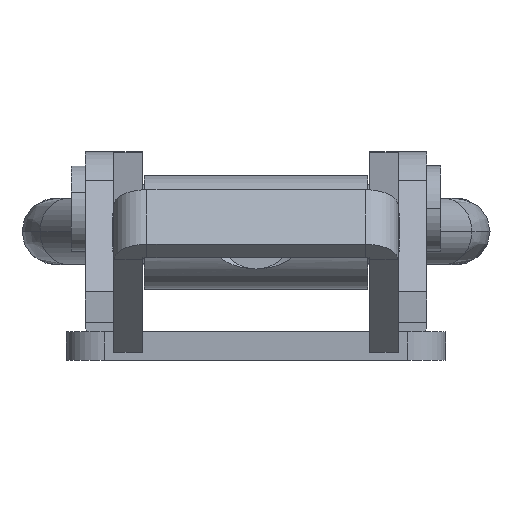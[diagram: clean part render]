
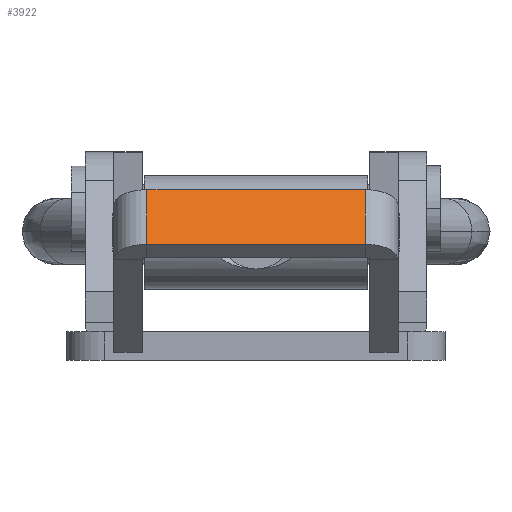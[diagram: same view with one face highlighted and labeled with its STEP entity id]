
A CAD part, front view. The second image highlights one B-rep face of the part: STEP entity #3922.
In plain terms, the highlighted face is planar.
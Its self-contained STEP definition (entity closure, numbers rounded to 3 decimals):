
#54 = CARTESIAN_POINT ( 'NONE',  ( 88.341, 19.377, -3. ) ) ;
#137 = VERTEX_POINT ( 'NONE', #2163 ) ;
#147 = AXIS2_PLACEMENT_3D ( 'NONE', #3793, #4166, #2010 ) ;
#169 = CARTESIAN_POINT ( 'NONE',  ( 88.341, 19.377, -26.5 ) ) ;
#553 = CARTESIAN_POINT ( 'NONE',  ( 88.341, 19.377, -3.5 ) ) ;
#1026 = EDGE_CURVE ( 'NONE', #4272, #2090, #2093, .T. ) ;
#1029 = ORIENTED_EDGE ( 'NONE', *, *, #1026, .T. ) ;
#1054 = ORIENTED_EDGE ( 'NONE', *, *, #3348, .T. ) ;
#1245 = DIRECTION ( 'NONE',  ( -0.574, 0.819, 0. ) ) ;
#1302 = PLANE ( 'NONE',  #147 ) ;
#1531 = DIRECTION ( 'NONE',  ( 0., 0., -1. ) ) ;
#1538 = DIRECTION ( 'NONE',  ( -0.574, 0.819, 0. ) ) ;
#1554 = LINE ( 'NONE', #2210, #2369 ) ;
#1617 = EDGE_CURVE ( 'NONE', #137, #4295, #2840, .T. ) ;
#1909 = EDGE_LOOP ( 'NONE', ( #1913, #3108, #1054, #1029 ) ) ;
#1913 = ORIENTED_EDGE ( 'NONE', *, *, #4616, .F. ) ;
#1919 = VECTOR ( 'NONE', #1531, 1000. ) ;
#1991 = VECTOR ( 'NONE', #2883, 1000. ) ;
#2010 = DIRECTION ( 'NONE',  ( 0.574, -0.819, 0. ) ) ;
#2090 = VERTEX_POINT ( 'NONE', #553 ) ;
#2093 = LINE ( 'NONE', #54, #1991 ) ;
#2163 = CARTESIAN_POINT ( 'NONE',  ( 92.069, 14.053, -3.5 ) ) ;
#2210 = CARTESIAN_POINT ( 'NONE',  ( 68.382, 47.882, -3.5 ) ) ;
#2369 = VECTOR ( 'NONE', #1538, 1000. ) ;
#2541 = FACE_OUTER_BOUND ( 'NONE', #1909, .T. ) ;
#2840 = LINE ( 'NONE', #2907, #1919 ) ;
#2883 = DIRECTION ( 'NONE',  ( 0., 0., 1. ) ) ;
#2907 = CARTESIAN_POINT ( 'NONE',  ( 92.069, 14.053, -26.5 ) ) ;
#3108 = ORIENTED_EDGE ( 'NONE', *, *, #1617, .T. ) ;
#3348 = EDGE_CURVE ( 'NONE', #4295, #4272, #4080, .T. ) ;
#3358 = CARTESIAN_POINT ( 'NONE',  ( 92.069, 14.053, -26.5 ) ) ;
#3793 = CARTESIAN_POINT ( 'NONE',  ( 68.382, 47.882, 0. ) ) ;
#3922 = ADVANCED_FACE ( 'NONE', ( #2541 ), #1302, .F. ) ;
#4080 = LINE ( 'NONE', #169, #4194 ) ;
#4083 = CARTESIAN_POINT ( 'NONE',  ( 88.341, 19.377, -26.5 ) ) ;
#4166 = DIRECTION ( 'NONE',  ( -0.819, -0.574, 0. ) ) ;
#4194 = VECTOR ( 'NONE', #1245, 1000. ) ;
#4272 = VERTEX_POINT ( 'NONE', #4083 ) ;
#4295 = VERTEX_POINT ( 'NONE', #3358 ) ;
#4616 = EDGE_CURVE ( 'NONE', #137, #2090, #1554, .T. ) ;
